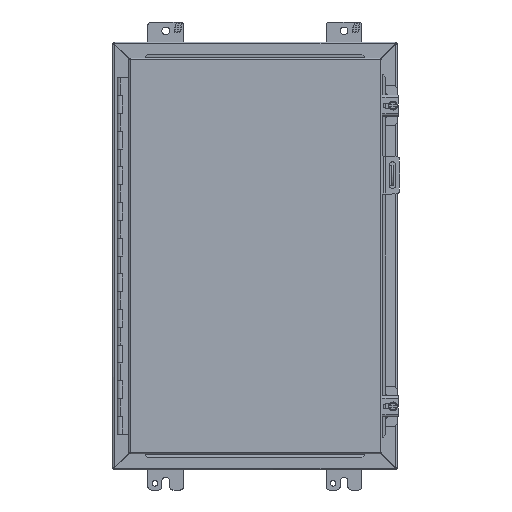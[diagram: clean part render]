
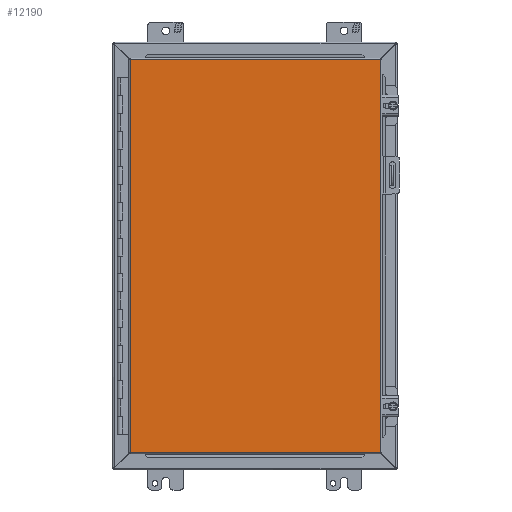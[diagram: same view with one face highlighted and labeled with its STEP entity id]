
A CAD part, front view. The second image highlights one B-rep face of the part: STEP entity #12190.
In plain terms, the highlighted planar face has unit normal (0, -1, 0).
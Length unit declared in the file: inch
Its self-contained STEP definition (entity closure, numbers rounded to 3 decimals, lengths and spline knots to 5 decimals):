
#524 = DIRECTION ( 'NONE',  ( -1., 0., 0. ) ) ;
#1376 = VECTOR ( 'NONE', #27240, 39.37008 ) ;
#2272 = AXIS2_PLACEMENT_3D ( 'NONE', #32018, #9257, #31302 ) ;
#3364 = CARTESIAN_POINT ( 'NONE',  ( 7.04626, -7.18504, -11.02376 ) ) ;
#5936 = EDGE_CURVE ( 'NONE', #9066, #43002, #18845, .T. ) ;
#6360 = VECTOR ( 'NONE', #30860, 39.37008 ) ;
#6811 = EDGE_LOOP ( 'NONE', ( #48672, #11491, #22719, #23289 ) ) ;
#8289 = LINE ( 'NONE', #11816, #42804 ) ;
#9066 = VERTEX_POINT ( 'NONE', #3364 ) ;
#9257 = DIRECTION ( 'NONE',  ( 0., -1., 0. ) ) ;
#11491 = ORIENTED_EDGE ( 'NONE', *, *, #12347, .T. ) ;
#11816 = CARTESIAN_POINT ( 'NONE',  ( -6.98426, -7.18504, 11.02376 ) ) ;
#12190 = ADVANCED_FACE ( 'NONE', ( #20496 ), #16790, .T. ) ;
#12347 = EDGE_CURVE ( 'NONE', #31974, #43255, #26746, .T. ) ;
#16790 = PLANE ( 'NONE',  #2272 ) ;
#18845 = LINE ( 'NONE', #38037, #6360 ) ;
#19522 = CARTESIAN_POINT ( 'NONE',  ( 7.04626, -7.18504, -11.02376 ) ) ;
#20496 = FACE_OUTER_BOUND ( 'NONE', #6811, .T. ) ;
#22719 = ORIENTED_EDGE ( 'NONE', *, *, #42866, .T. ) ;
#22783 = LINE ( 'NONE', #19522, #1376 ) ;
#23289 = ORIENTED_EDGE ( 'NONE', *, *, #5936, .T. ) ;
#26746 = LINE ( 'NONE', #45409, #44454 ) ;
#27240 = DIRECTION ( 'NONE',  ( 1., 0., 0. ) ) ;
#30522 = DIRECTION ( 'NONE',  ( 0., 0., -1. ) ) ;
#30860 = DIRECTION ( 'NONE',  ( 0., 0., 1. ) ) ;
#31302 = DIRECTION ( 'NONE',  ( 1., 0., 0. ) ) ;
#31974 = VERTEX_POINT ( 'NONE', #49148 ) ;
#32018 = CARTESIAN_POINT ( 'NONE',  ( -6.98426, -7.18504, -11.02376 ) ) ;
#38037 = CARTESIAN_POINT ( 'NONE',  ( 7.04626, -7.18504, 11.02376 ) ) ;
#40144 = CARTESIAN_POINT ( 'NONE',  ( 7.04626, -7.18504, 11.02376 ) ) ;
#40948 = CARTESIAN_POINT ( 'NONE',  ( -6.98426, -7.18504, -11.02376 ) ) ;
#42804 = VECTOR ( 'NONE', #524, 39.37008 ) ;
#42866 = EDGE_CURVE ( 'NONE', #43255, #9066, #22783, .T. ) ;
#43002 = VERTEX_POINT ( 'NONE', #40144 ) ;
#43255 = VERTEX_POINT ( 'NONE', #40948 ) ;
#44454 = VECTOR ( 'NONE', #30522, 39.37008 ) ;
#45409 = CARTESIAN_POINT ( 'NONE',  ( -6.98426, -7.18504, -11.02376 ) ) ;
#48672 = ORIENTED_EDGE ( 'NONE', *, *, #48991, .T. ) ;
#48991 = EDGE_CURVE ( 'NONE', #43002, #31974, #8289, .T. ) ;
#49148 = CARTESIAN_POINT ( 'NONE',  ( -6.98426, -7.18504, 11.02376 ) ) ;
